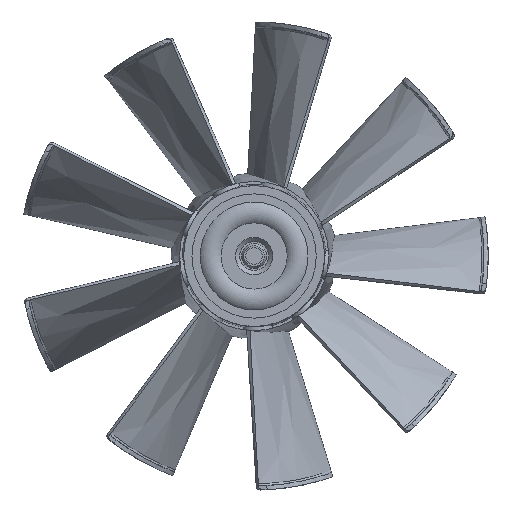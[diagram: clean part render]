
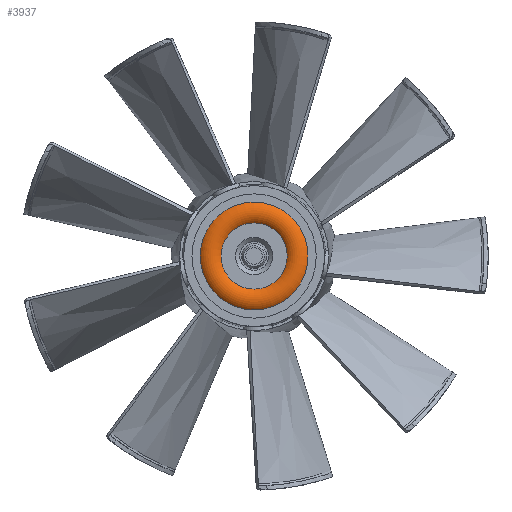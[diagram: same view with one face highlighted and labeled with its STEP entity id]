
A CAD part, top view. The second image highlights one B-rep face of the part: STEP entity #3937.
In plain terms, the highlighted toroidal (fillet/blend) face has major radius 10.5 mm and minor radius 3.5 mm.
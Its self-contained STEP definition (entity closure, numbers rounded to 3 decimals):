
#630=TOROIDAL_SURFACE('',#4284,10.5,3.5);
#661=FACE_OUTER_BOUND('',#902,.T.);
#902=EDGE_LOOP('',(#2642,#2643,#2644,#2645));
#1425=CIRCLE('',#4285,13.);
#1426=CIRCLE('',#4286,3.5);
#1427=CIRCLE('',#4287,8.);
#1559=VERTEX_POINT('',#5115);
#1560=VERTEX_POINT('',#5117);
#1988=EDGE_CURVE('',#1559,#1559,#1425,.T.);
#1989=EDGE_CURVE('',#1559,#1560,#1426,.T.);
#1990=EDGE_CURVE('',#1560,#1560,#1427,.T.);
#2642=ORIENTED_EDGE('',*,*,#1988,.F.);
#2643=ORIENTED_EDGE('',*,*,#1989,.T.);
#2644=ORIENTED_EDGE('',*,*,#1990,.T.);
#2645=ORIENTED_EDGE('',*,*,#1989,.F.);
#3937=ADVANCED_FACE('',(#661),#630,.F.);
#4284=AXIS2_PLACEMENT_3D('',#5114,#4530,#4531);
#4285=AXIS2_PLACEMENT_3D('',#5116,#4532,#4533);
#4286=AXIS2_PLACEMENT_3D('',#5118,#4534,#4535);
#4287=AXIS2_PLACEMENT_3D('',#5119,#4536,#4537);
#4530=DIRECTION('center_axis',(0.,0.,1.));
#4531=DIRECTION('ref_axis',(1.,0.,0.));
#4532=DIRECTION('center_axis',(0.,0.,1.));
#4533=DIRECTION('ref_axis',(1.,0.,0.));
#4534=DIRECTION('center_axis',(0.,1.,0.));
#4535=DIRECTION('ref_axis',(-1.,0.,0.));
#4536=DIRECTION('center_axis',(0.,0.,1.));
#4537=DIRECTION('ref_axis',(1.,0.,0.));
#5114=CARTESIAN_POINT('Origin',(0.,0.,-6.449));
#5115=CARTESIAN_POINT('',(-13.,0.,-4.));
#5116=CARTESIAN_POINT('Origin',(0.,0.,-4.));
#5117=CARTESIAN_POINT('',(-8.,0.,-4.));
#5118=CARTESIAN_POINT('Origin',(-10.5,0.,-6.449));
#5119=CARTESIAN_POINT('Origin',(0.,0.,-4.));
